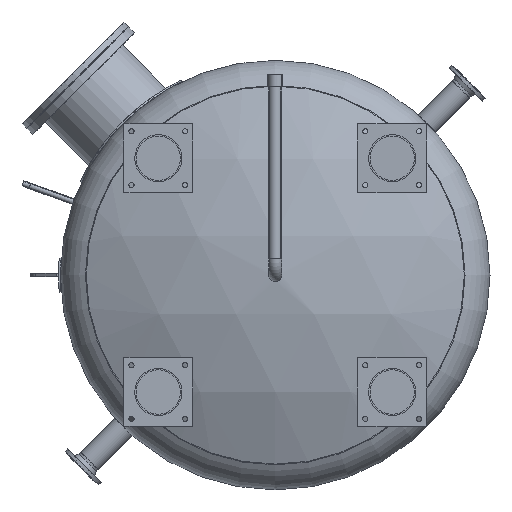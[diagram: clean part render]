
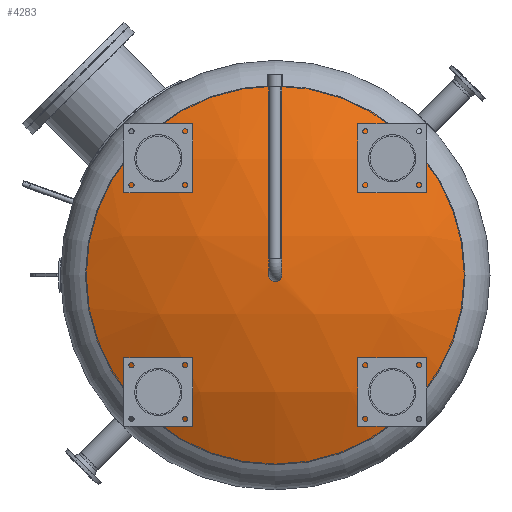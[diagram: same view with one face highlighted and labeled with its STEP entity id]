
A CAD part, front view. The second image highlights one B-rep face of the part: STEP entity #4283.
In plain terms, the highlighted spherical face has radius 2007.8 mm.
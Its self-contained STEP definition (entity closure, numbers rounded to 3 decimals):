
#399=FACE_BOUND('',#823,.T.);
#572=SPHERICAL_SURFACE('',#4993,2007.8);
#589=FACE_OUTER_BOUND('',#822,.T.);
#822=EDGE_LOOP('',(#2938,#2939));
#823=EDGE_LOOP('',(#2940));
#1682=CIRCLE('',#4984,30.15);
#1684=CIRCLE('',#4987,883.655);
#1685=CIRCLE('',#4988,883.655);
#1953=VERTEX_POINT('',#6919);
#1955=VERTEX_POINT('',#6925);
#1956=VERTEX_POINT('',#6926);
#2352=EDGE_CURVE('',#1953,#1953,#1682,.T.);
#2355=EDGE_CURVE('',#1955,#1956,#1684,.T.);
#2356=EDGE_CURVE('',#1956,#1955,#1685,.T.);
#2938=ORIENTED_EDGE('',*,*,#2355,.T.);
#2939=ORIENTED_EDGE('',*,*,#2356,.T.);
#2940=ORIENTED_EDGE('',*,*,#2352,.T.);
#4283=ADVANCED_FACE('',(#589,#399),#572,.T.);
#4984=AXIS2_PLACEMENT_3D('',#6920,#5556,#5557);
#4987=AXIS2_PLACEMENT_3D('',#6927,#5563,#5564);
#4988=AXIS2_PLACEMENT_3D('',#6928,#5565,#5566);
#4993=AXIS2_PLACEMENT_3D('',#6936,#5575,#5576);
#5556=DIRECTION('center_axis',(0.,-1.,0.));
#5557=DIRECTION('ref_axis',(1.,0.,0.));
#5563=DIRECTION('center_axis',(0.,1.,0.));
#5564=DIRECTION('ref_axis',(-1.,0.,0.));
#5565=DIRECTION('center_axis',(0.,1.,0.));
#5566=DIRECTION('ref_axis',(-1.,0.,0.));
#5575=DIRECTION('center_axis',(0.,0.,1.));
#5576=DIRECTION('ref_axis',(1.,0.,0.));
#6919=CARTESIAN_POINT('',(-30.15,422.225,0.));
#6920=CARTESIAN_POINT('Origin',(0.,422.225,0.));
#6925=CARTESIAN_POINT('',(-883.655,217.542,0.));
#6926=CARTESIAN_POINT('',(0.,217.542,-883.655));
#6927=CARTESIAN_POINT('Origin',(0.,217.542,
0.));
#6928=CARTESIAN_POINT('Origin',(0.,217.542,
0.));
#6936=CARTESIAN_POINT('Origin',(0.,-1585.349,0.));
